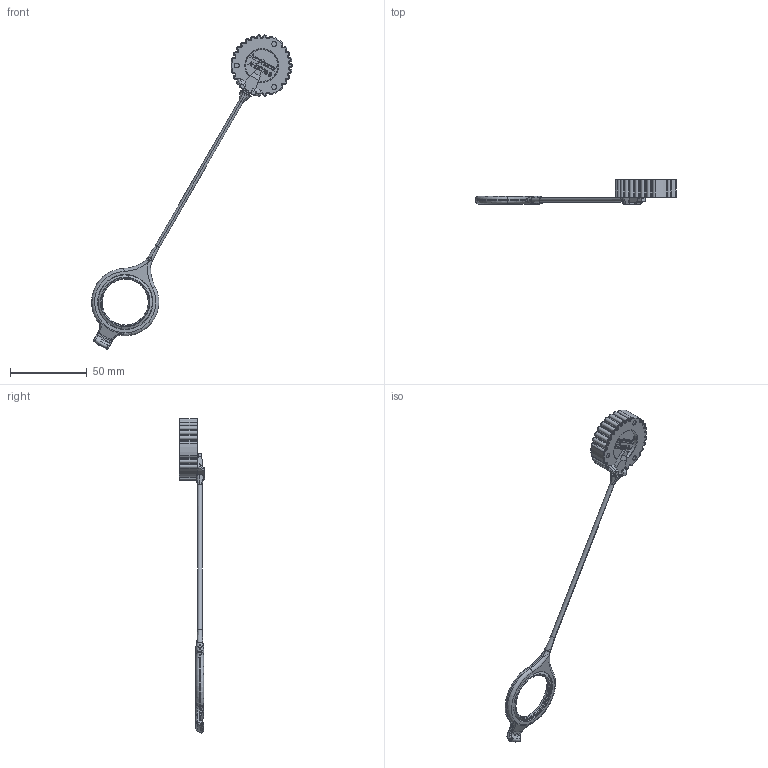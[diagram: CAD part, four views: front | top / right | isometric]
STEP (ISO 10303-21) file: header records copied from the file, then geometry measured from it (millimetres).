
FILE_DESCRIPTION((''),'2;1');
FILE_NAME('AHDC-16-9-XXX_SW0001','2022-01-21T',('Sullen.Zhang'),(''),'PRO/ENGINEER BY PARAMETRIC TECHNOLOGY CORPORATION, 2016360','PRO/ENGINEER BY PARAMETRIC TECHNOLOGY CORPORATION, 2016360','');
FILE_SCHEMA(('CONFIG_CONTROL_DESIGN'));
Length unit declared in the file: millimetre
Products named in the file (1): AHDC-16-9-XXX_SW0001
Bounding box: 131.3 x 16.9 x 205.23 mm (x, y, z)
Volume: 11785.8 mm3; surface area: 10487.8 mm2
Topology: 1 solids, 1 shells, 816 faces, 2028 edges, 1247 vertices
Faces by surface type: torus 216, extrusion 188, plane 179, cylinder 161, bspline 52, cone 16, sphere 4
Entity records: 27078 total; most frequent: CARTESIAN_POINT 8288, ORIENTED_EDGE 4056, DIRECTION 3625, EDGE_CURVE 2028, AXIS2_PLACEMENT_3D 1343, VERTEX_POINT 1247, VECTOR 939, EDGE_LOOP 851
